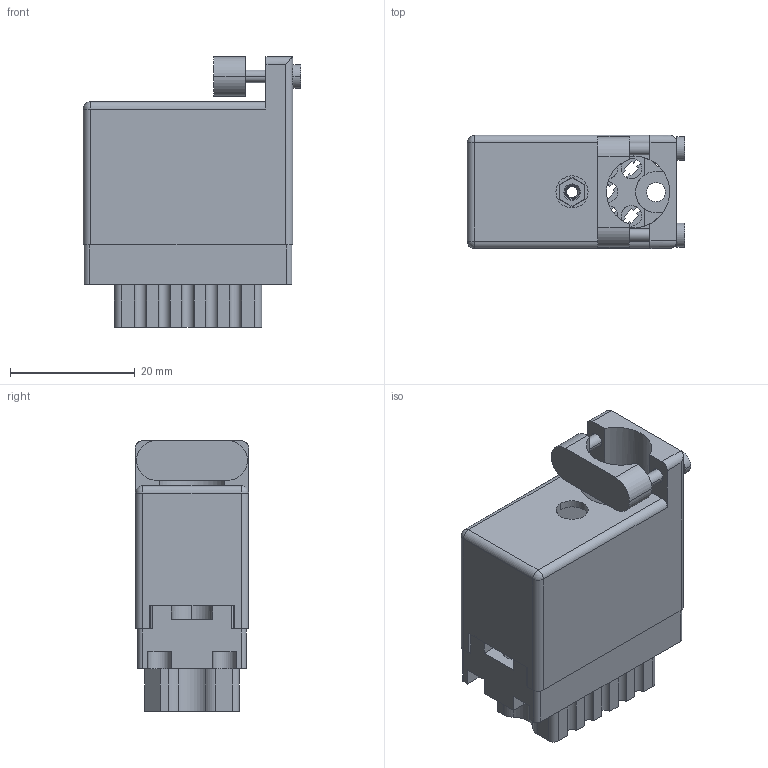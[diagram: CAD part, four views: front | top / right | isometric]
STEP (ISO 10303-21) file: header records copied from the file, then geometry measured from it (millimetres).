
FILE_DESCRIPTION (( 'STEP AP203' ), '1' );
FILE_NAME ('519-014-000-416.STEP', '2020-09-09T17:25:03', ( '' ), ( '' ), 'SwSTEP 2.0', 'SolidWorks 2020', '' );
FILE_SCHEMA (( 'CONFIG_CONTROL_DESIGN' ));
Length unit declared in the file: inch
Products named in the file (4): 519-014-000-416; 516-252-025-100_516-252-025-100; 519 Receptacle Insulator_014; 516-230-001_Plastic - 020 Top Entry
Assembly tree (3 placements, depth 2):
  519-014-000-416
    519 Receptacle Insulator_014
    516-252-025-100_516-252-025-100
    516-230-001_Plastic - 020 Top Entry
Bounding box: 34.92 x 18.16 x 43.46 mm (x, y, z)
Volume: 9937.8 mm3; surface area: 13222.7 mm2
Topology: 3 solids, 3 shells, 595 faces, 1715 edges, 1133 vertices
Faces by surface type: plane 363, cylinder 216, cone 11, bspline 3, sphere 2
Entity records: 22599 total; most frequent: CARTESIAN_POINT 6189, ORIENTED_EDGE 3426, DIRECTION 3306, EDGE_CURVE 1713, LINE 1192, VECTOR 1192, VERTEX_POINT 1133, AXIS2_PLACEMENT_3D 1057
